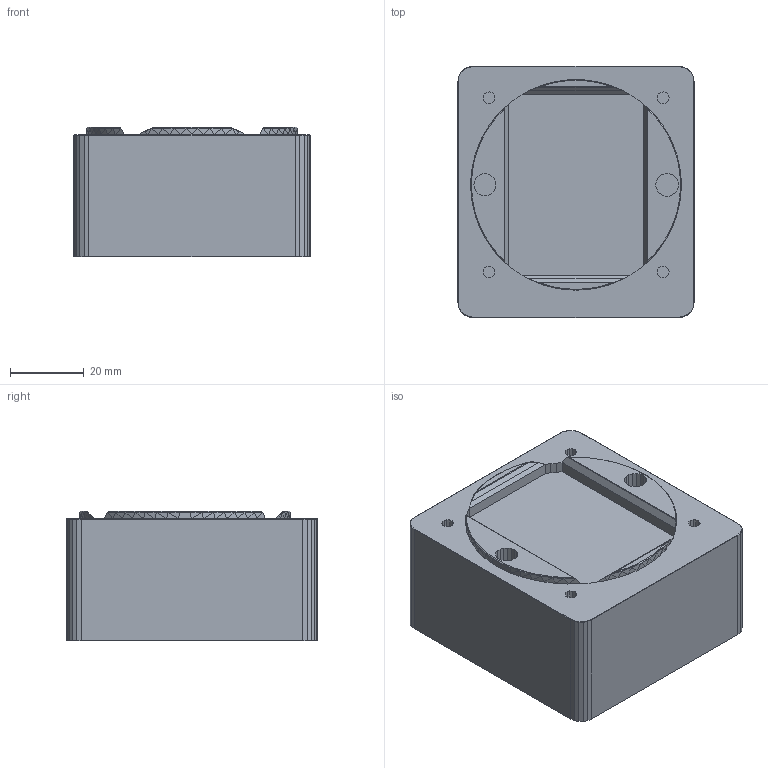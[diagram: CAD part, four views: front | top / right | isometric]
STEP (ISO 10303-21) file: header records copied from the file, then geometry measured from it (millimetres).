
FILE_DESCRIPTION(('FreeCAD Model'),'2;1');
FILE_NAME('Open CASCADE Shape Model','2022-11-16T11:38:00',('Author'),( ''),'Open CASCADE STEP processor 7.6','FreeCAD','Unknown');
FILE_SCHEMA(('AUTOMOTIVE_DESIGN { 1 0 10303 214 1 1 1 1 }'));
Length unit declared in the file: millimetre
Products named in the file (1): Refined_XCvarioCaseModel57mm_Solid_15477
Bounding box: 64 x 68 x 35 mm (x, y, z)
Surface area: 18354 mm2 (no closed solid volume)
Topology: 0 solids, 1 shells, 384 faces, 805 edges, 430 vertices
Faces by surface type: plane 384
Entity records: 9611 total; most frequent: CARTESIAN_POINT 1620, ORIENTED_EDGE 1610, DIRECTION 1575, EDGE_CURVE 805, LINE 805, VECTOR 805, VERTEX_POINT 430, FACE_BOUND 391
